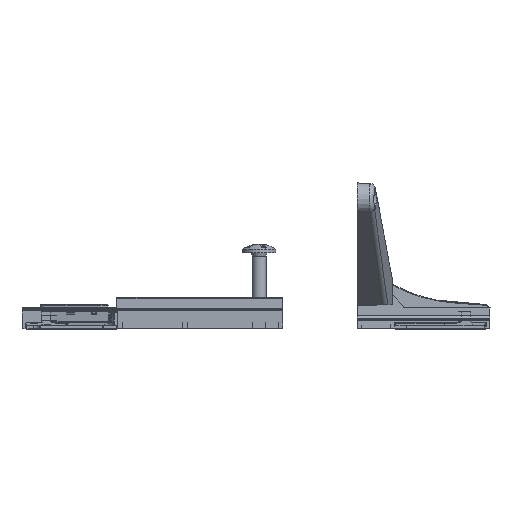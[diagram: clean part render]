
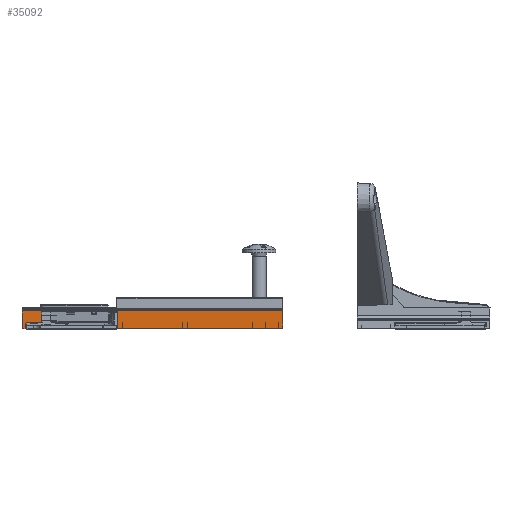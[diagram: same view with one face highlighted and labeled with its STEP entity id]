
A CAD part, left-side view. The second image highlights one B-rep face of the part: STEP entity #35092.
In plain terms, the highlighted face is planar.
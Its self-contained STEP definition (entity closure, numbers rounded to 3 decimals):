
#234 = LINE ( 'NONE', #3960, #29626 ) ;
#348 = CARTESIAN_POINT ( 'NONE',  ( 6.812, 40.4, 0.29 ) ) ;
#385 =( BOUNDED_CURVE ( )  B_SPLINE_CURVE ( 3, ( #27436, #36685, #6606, #12914 ),
 .UNSPECIFIED., .F., .F. ) 
 B_SPLINE_CURVE_WITH_KNOTS ( ( 4, 4 ),
 ( 1.571, 1.606 ),
 .UNSPECIFIED. ) 
 CURVE ( )  GEOMETRIC_REPRESENTATION_ITEM ( )  RATIONAL_B_SPLINE_CURVE ( ( 1., 1., 1., 1. ) ) 
 REPRESENTATION_ITEM ( '' )  );
#1325 =( BOUNDED_CURVE ( )  B_SPLINE_CURVE ( 3, ( #23112, #11125, #1518, #2091 ),
 .UNSPECIFIED., .F., .F. ) 
 B_SPLINE_CURVE_WITH_KNOTS ( ( 4, 4 ),
 ( 0., 1.571 ),
 .UNSPECIFIED. ) 
 CURVE ( )  GEOMETRIC_REPRESENTATION_ITEM ( )  RATIONAL_B_SPLINE_CURVE ( ( 1., 0.805, 0.805, 1. ) ) 
 REPRESENTATION_ITEM ( '' )  );
#1518 = CARTESIAN_POINT ( 'NONE',  ( 6.807, 1.6, 0.124 ) ) ;
#2091 = CARTESIAN_POINT ( 'NONE',  ( 6.813, 1.6, 0.3 ) ) ;
#2583 = EDGE_CURVE ( 'NONE', #35876, #6509, #11875, .T. ) ;
#2656 = CARTESIAN_POINT ( 'NONE',  ( 6.895, 8.238, 2.65 ) ) ;
#3500 = AXIS2_PLACEMENT_3D ( 'NONE', #12246, #6336, #18309 ) ;
#3550 = CARTESIAN_POINT ( 'NONE',  ( 6.895, 1.6, 2.65 ) ) ;
#3960 = CARTESIAN_POINT ( 'NONE',  ( 7.052, 40.4, 7.158 ) ) ;
#4305 = EDGE_CURVE ( 'NONE', #38449, #6509, #9207, .T. ) ;
#4488 = EDGE_CURVE ( 'NONE', #35642, #21715, #22168, .T. ) ;
#4977 = CARTESIAN_POINT ( 'NONE',  ( 7.033, 8.396, 6.617 ) ) ;
#5121 = CARTESIAN_POINT ( 'NONE',  ( 6.812, 109.928, 0.29 ) ) ;
#5876 = VECTOR ( 'NONE', #23744, 1000. ) ;
#6170 = VECTOR ( 'NONE', #23282, 1000. ) ;
#6259 = ORIENTED_EDGE ( 'NONE', *, *, #2583, .T. ) ;
#6336 = DIRECTION ( 'NONE',  ( 0.999, 0., -0.035 ) ) ;
#6452 = CARTESIAN_POINT ( 'NONE',  ( 6.802, 0., 0. ) ) ;
#6509 = VERTEX_POINT ( 'NONE', #5121 ) ;
#6606 = CARTESIAN_POINT ( 'NONE',  ( 6.812, 40.4, 0.293 ) ) ;
#6764 = CARTESIAN_POINT ( 'NONE',  ( 7.091, 0.002, 8.281 ) ) ;
#7148 = LINE ( 'NONE', #31329, #8782 ) ;
#7195 = VERTEX_POINT ( 'NONE', #29220 ) ;
#7250 = CARTESIAN_POINT ( 'NONE',  ( 7.05, 8.4, 7.1 ) ) ;
#7345 = LINE ( 'NONE', #6764, #38183 ) ;
#7586 = ORIENTED_EDGE ( 'NONE', *, *, #25105, .T. ) ;
#8766 = ORIENTED_EDGE ( 'NONE', *, *, #29974, .T. ) ;
#8782 = VECTOR ( 'NONE', #33882, 1000. ) ;
#8951 = ORIENTED_EDGE ( 'NONE', *, *, #28232, .T. ) ;
#9123 = CARTESIAN_POINT ( 'NONE',  ( 7.05, 40.4, 7.1 ) ) ;
#9207 = LINE ( 'NONE', #23759, #25432 ) ;
#10579 = DIRECTION ( 'NONE',  ( 0., 1., 0. ) ) ;
#10760 = EDGE_CURVE ( 'NONE', #21715, #35932, #234, .T. ) ;
#11125 = CARTESIAN_POINT ( 'NONE',  ( 6.802, 1.476, 0. ) ) ;
#11875 = LINE ( 'NONE', #38232, #6170 ) ;
#12246 = CARTESIAN_POINT ( 'NONE',  ( 6.794, 0., -0.237 ) ) ;
#12357 = VERTEX_POINT ( 'NONE', #28478 ) ;
#12914 = CARTESIAN_POINT ( 'NONE',  ( 6.812, 40.4, 0.29 ) ) ;
#13643 = VERTEX_POINT ( 'NONE', #30628 ) ;
#14600 = FACE_OUTER_BOUND ( 'NONE', #33615, .T. ) ;
#15046 = EDGE_CURVE ( 'NONE', #7195, #37115, #7345, .T. ) ;
#15160 = EDGE_CURVE ( 'NONE', #13643, #35642, #31923, .T. ) ;
#15500 = DIRECTION ( 'NONE',  ( 0., 1., 0. ) ) ;
#15510 = DIRECTION ( 'NONE',  ( -0.035, -0.009, -0.999 ) ) ;
#15922 = CARTESIAN_POINT ( 'NONE',  ( 6.884, 1.6, 2.35 ) ) ;
#16161 = CARTESIAN_POINT ( 'NONE',  ( 6.89, 1.6, 2.526 ) ) ;
#17420 = EDGE_CURVE ( 'NONE', #29670, #19813, #7148, .T. ) ;
#17554 = PLANE ( 'NONE',  #3500 ) ;
#17610 = CARTESIAN_POINT ( 'NONE',  ( 6.802, 0.074, 0. ) ) ;
#18054 =( BOUNDED_CURVE ( )  B_SPLINE_CURVE ( 3, ( #27953, #16161, #37007, #22046 ),
 .UNSPECIFIED., .F., .F. ) 
 B_SPLINE_CURVE_WITH_KNOTS ( ( 4, 4 ),
 ( 4.712, 6.283 ),
 .UNSPECIFIED. ) 
 CURVE ( )  GEOMETRIC_REPRESENTATION_ITEM ( )  RATIONAL_B_SPLINE_CURVE ( ( 1., 0.805, 0.805, 1. ) ) 
 REPRESENTATION_ITEM ( '' )  );
#18309 = DIRECTION ( 'NONE',  ( -0.035, 0., -0.999 ) ) ;
#19428 = EDGE_CURVE ( 'NONE', #19813, #30946, #18054, .T. ) ;
#19813 = VERTEX_POINT ( 'NONE', #15922 ) ;
#20595 = VECTOR ( 'NONE', #32115, 1000. ) ;
#21715 = VERTEX_POINT ( 'NONE', #9123 ) ;
#22046 = CARTESIAN_POINT ( 'NONE',  ( 6.895, 1.9, 2.65 ) ) ;
#22168 = LINE ( 'NONE', #7250, #29878 ) ;
#23112 = CARTESIAN_POINT ( 'NONE',  ( 6.802, 1.3, 0. ) ) ;
#23282 = DIRECTION ( 'NONE',  ( 0., 1., 0. ) ) ;
#23744 = DIRECTION ( 'NONE',  ( 0., 1., 0. ) ) ;
#23759 = CARTESIAN_POINT ( 'NONE',  ( 6.76, 109.915, -1.195 ) ) ;
#24003 = EDGE_CURVE ( 'NONE', #7195, #38449, #35554, .T. ) ;
#24126 = ORIENTED_EDGE ( 'NONE', *, *, #24003, .F. ) ;
#24171 = LINE ( 'NONE', #3550, #35412 ) ;
#25105 = EDGE_CURVE ( 'NONE', #37115, #12357, #33377, .T. ) ;
#25410 = ORIENTED_EDGE ( 'NONE', *, *, #38270, .T. ) ;
#25432 = VECTOR ( 'NONE', #15510, 1000. ) ;
#25802 = VECTOR ( 'NONE', #15500, 1000. ) ;
#25915 = ORIENTED_EDGE ( 'NONE', *, *, #15046, .T. ) ;
#26888 = CARTESIAN_POINT ( 'NONE',  ( 7.064, 0., 7.492 ) ) ;
#27350 = DIRECTION ( 'NONE',  ( -0.035, 0., -0.999 ) ) ;
#27436 = CARTESIAN_POINT ( 'NONE',  ( 6.813, 40.4, 0.3 ) ) ;
#27458 = ORIENTED_EDGE ( 'NONE', *, *, #10760, .T. ) ;
#27855 = CARTESIAN_POINT ( 'NONE',  ( 6.813, 40.4, 0.3 ) ) ;
#27953 = CARTESIAN_POINT ( 'NONE',  ( 6.884, 1.6, 2.35 ) ) ;
#28021 = EDGE_CURVE ( 'NONE', #12357, #29670, #1325, .T. ) ;
#28232 = EDGE_CURVE ( 'NONE', #32748, #13643, #29215, .T. ) ;
#28478 = CARTESIAN_POINT ( 'NONE',  ( 6.802, 1.3, 0. ) ) ;
#29215 =( BOUNDED_CURVE ( )  B_SPLINE_CURVE ( 3, ( #29596, #2656, #35881, #29787 ),
 .UNSPECIFIED., .F., .F. ) 
 B_SPLINE_CURVE_WITH_KNOTS ( ( 4, 4 ),
 ( 0., 1.562 ),
 .UNSPECIFIED. ) 
 CURVE ( )  GEOMETRIC_REPRESENTATION_ITEM ( )  RATIONAL_B_SPLINE_CURVE ( ( 1., 0.807, 0.807, 1. ) ) 
 REPRESENTATION_ITEM ( '' )  );
#29220 = CARTESIAN_POINT ( 'NONE',  ( 7.064, 0.009, 7.492 ) ) ;
#29373 = CARTESIAN_POINT ( 'NONE',  ( 6.813, 1.6, 0.3 ) ) ;
#29596 = CARTESIAN_POINT ( 'NONE',  ( 6.895, 8.064, 2.65 ) ) ;
#29626 = VECTOR ( 'NONE', #27350, 1000. ) ;
#29670 = VERTEX_POINT ( 'NONE', #29373 ) ;
#29787 = CARTESIAN_POINT ( 'NONE',  ( 6.905, 8.364, 2.947 ) ) ;
#29878 = VECTOR ( 'NONE', #10579, 1000. ) ;
#29974 = EDGE_CURVE ( 'NONE', #30946, #32748, #24171, .T. ) ;
#30628 = CARTESIAN_POINT ( 'NONE',  ( 6.905, 8.364, 2.947 ) ) ;
#30684 = DIRECTION ( 'NONE',  ( 0., 1., 0. ) ) ;
#30946 = VERTEX_POINT ( 'NONE', #32543 ) ;
#31329 = CARTESIAN_POINT ( 'NONE',  ( 6.804, 1.6, 0.058 ) ) ;
#31923 = LINE ( 'NONE', #4977, #20595 ) ;
#32115 = DIRECTION ( 'NONE',  ( 0.035, 0.009, 0.999 ) ) ;
#32314 = ORIENTED_EDGE ( 'NONE', *, *, #19428, .T. ) ;
#32375 = ORIENTED_EDGE ( 'NONE', *, *, #28021, .T. ) ;
#32534 = CARTESIAN_POINT ( 'NONE',  ( 7.064, 109.991, 7.492 ) ) ;
#32543 = CARTESIAN_POINT ( 'NONE',  ( 6.895, 1.9, 2.65 ) ) ;
#32748 = VERTEX_POINT ( 'NONE', #35880 ) ;
#32781 = ORIENTED_EDGE ( 'NONE', *, *, #17420, .T. ) ;
#32923 = ORIENTED_EDGE ( 'NONE', *, *, #15160, .T. ) ;
#33377 = LINE ( 'NONE', #6452, #25802 ) ;
#33615 = EDGE_LOOP ( 'NONE', ( #25410, #6259, #36674, #24126, #25915, #7586, #32375, #32781, #32314, #8766, #8951, #32923, #34725, #27458 ) ) ;
#33882 = DIRECTION ( 'NONE',  ( 0.035, 0., 0.999 ) ) ;
#34725 = ORIENTED_EDGE ( 'NONE', *, *, #4488, .T. ) ;
#35092 = ADVANCED_FACE ( 'NONE', ( #14600 ), #17554, .T. ) ;
#35412 = VECTOR ( 'NONE', #30684, 1000. ) ;
#35554 = LINE ( 'NONE', #26888, #5876 ) ;
#35642 = VERTEX_POINT ( 'NONE', #37916 ) ;
#35876 = VERTEX_POINT ( 'NONE', #348 ) ;
#35880 = CARTESIAN_POINT ( 'NONE',  ( 6.895, 8.064, 2.65 ) ) ;
#35881 = CARTESIAN_POINT ( 'NONE',  ( 6.899, 8.362, 2.773 ) ) ;
#35932 = VERTEX_POINT ( 'NONE', #27855 ) ;
#36674 = ORIENTED_EDGE ( 'NONE', *, *, #4305, .F. ) ;
#36685 = CARTESIAN_POINT ( 'NONE',  ( 6.813, 40.4, 0.297 ) ) ;
#37007 = CARTESIAN_POINT ( 'NONE',  ( 6.895, 1.724, 2.65 ) ) ;
#37115 = VERTEX_POINT ( 'NONE', #17610 ) ;
#37224 = DIRECTION ( 'NONE',  ( -0.035, 0.009, -0.999 ) ) ;
#37916 = CARTESIAN_POINT ( 'NONE',  ( 7.05, 8.4, 7.1 ) ) ;
#38183 = VECTOR ( 'NONE', #37224, 1000. ) ;
#38232 = CARTESIAN_POINT ( 'NONE',  ( 6.812, 109.926, 0.29 ) ) ;
#38270 = EDGE_CURVE ( 'NONE', #35932, #35876, #385, .T. ) ;
#38449 = VERTEX_POINT ( 'NONE', #32534 ) ;
